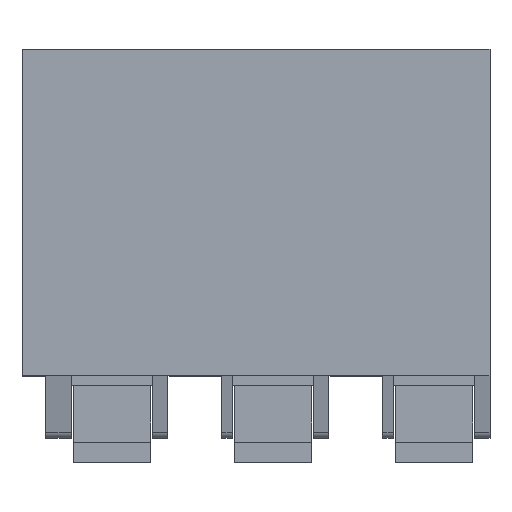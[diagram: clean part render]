
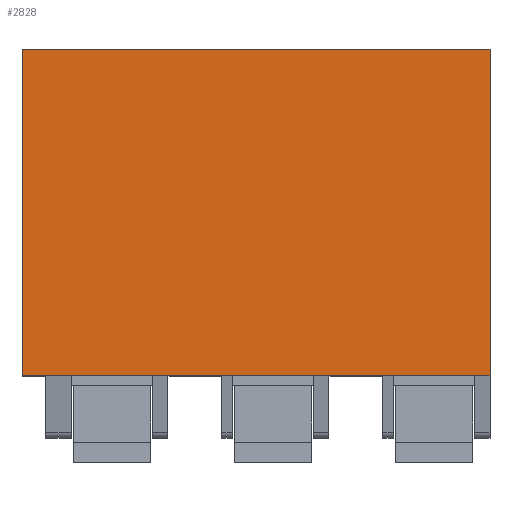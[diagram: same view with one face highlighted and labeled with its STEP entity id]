
A CAD part, top view. The second image highlights one B-rep face of the part: STEP entity #2828.
In plain terms, the highlighted planar face has unit normal (0, 0, 1).
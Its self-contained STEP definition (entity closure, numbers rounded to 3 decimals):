
#2815=AXIS2_PLACEMENT_3D('Plane Axis2P3D',#2812,#2813,#2814) ;
#100=CARTESIAN_POINT('Vertex',(0.,19.243,18.3)) ;
#103=CARTESIAN_POINT('Line Origine',(10.9,19.243,18.3)) ;
#107=CARTESIAN_POINT('Vertex',(21.8,19.243,18.3)) ;
#335=CARTESIAN_POINT('Vertex',(0.,4.043,18.3)) ;
#338=CARTESIAN_POINT('Line Origine',(0.,11.643,18.3)) ;
#2071=CARTESIAN_POINT('Vertex',(21.8,4.043,18.3)) ;
#2074=CARTESIAN_POINT('Line Origine',(10.9,4.043,18.3)) ;
#2812=CARTESIAN_POINT('Axis2P3D Location',(16.8,8.513,18.3)) ;
#2817=CARTESIAN_POINT('Line Origine',(21.8,11.643,18.3)) ;
#104=DIRECTION('Vector Direction',(-1.,0.,0.)) ;
#339=DIRECTION('Vector Direction',(0.,-1.,0.)) ;
#2075=DIRECTION('Vector Direction',(-1.,0.,0.)) ;
#2813=DIRECTION('Axis2P3D Direction',(0.,0.,-1.)) ;
#2814=DIRECTION('Axis2P3D XDirection',(1.,0.,0.)) ;
#2818=DIRECTION('Vector Direction',(0.,-1.,0.)) ;
#105=VECTOR('Line Direction',#104,1.) ;
#340=VECTOR('Line Direction',#339,1.) ;
#2076=VECTOR('Line Direction',#2075,1.) ;
#2819=VECTOR('Line Direction',#2818,1.) ;
#2823=ORIENTED_EDGE('',*,*,#2821,.F.) ;
#2824=ORIENTED_EDGE('',*,*,#109,.T.) ;
#2825=ORIENTED_EDGE('',*,*,#342,.T.) ;
#2826=ORIENTED_EDGE('',*,*,#2078,.F.) ;
#2828=ADVANCED_FACE('Housing LMF.1\\Model',(#2827),#2816,.F.) ;
#109=EDGE_CURVE('',#108,#101,#106,.T.) ;
#342=EDGE_CURVE('',#101,#336,#341,.T.) ;
#2078=EDGE_CURVE('',#2072,#336,#2077,.T.) ;
#2821=EDGE_CURVE('',#108,#2072,#2820,.T.) ;
#2822=EDGE_LOOP('',(#2823,#2824,#2825,#2826)) ;
#2827=FACE_OUTER_BOUND('',#2822,.T.) ;
#106=LINE('Line',#103,#105) ;
#341=LINE('Line',#338,#340) ;
#2077=LINE('Line',#2074,#2076) ;
#2820=LINE('Line',#2817,#2819) ;
#2816=PLANE('',#2815) ;
#101=VERTEX_POINT('',#100) ;
#108=VERTEX_POINT('',#107) ;
#336=VERTEX_POINT('',#335) ;
#2072=VERTEX_POINT('',#2071) ;
